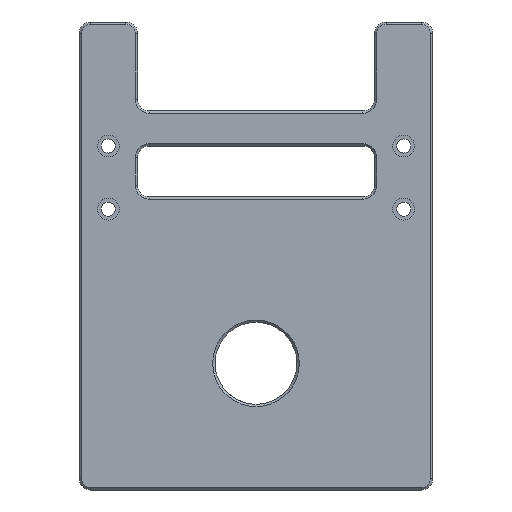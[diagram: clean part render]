
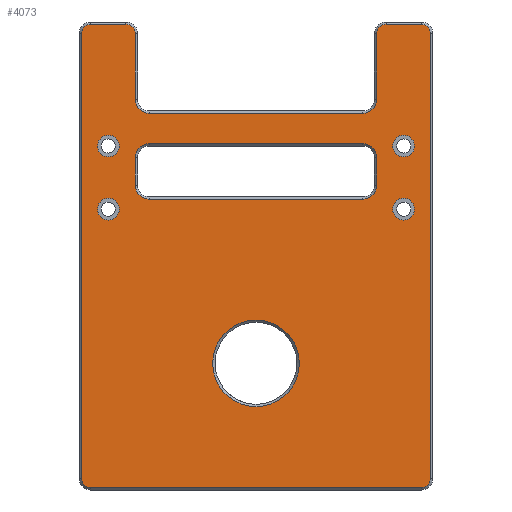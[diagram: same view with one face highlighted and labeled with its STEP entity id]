
A CAD part, front view. The second image highlights one B-rep face of the part: STEP entity #4073.
In plain terms, the highlighted planar face has unit normal (0, -1, 0).
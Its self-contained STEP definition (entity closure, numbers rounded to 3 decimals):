
#110=FACE_BOUND('',#534,.T.);
#111=FACE_BOUND('',#535,.T.);
#112=FACE_BOUND('',#536,.T.);
#113=FACE_BOUND('',#537,.T.);
#114=FACE_BOUND('',#538,.T.);
#115=FACE_BOUND('',#539,.T.);
#147=PLANE('',#4337);
#285=FACE_OUTER_BOUND('',#533,.T.);
#533=EDGE_LOOP('',(#2808,#2809,#2810,#2811,#2812,#2813,#2814,#2815,#2816,
#2817,#2818,#2819,#2820,#2821,#2822,#2823));
#534=EDGE_LOOP('',(#2824,#2825,#2826,#2827,#2828,#2829,#2830,#2831));
#535=EDGE_LOOP('',(#2832));
#536=EDGE_LOOP('',(#2833));
#537=EDGE_LOOP('',(#2834));
#538=EDGE_LOOP('',(#2835));
#539=EDGE_LOOP('',(#2836));
#818=LINE('',#5962,#1246);
#819=LINE('',#5966,#1247);
#820=LINE('',#5970,#1248);
#821=LINE('',#5974,#1249);
#822=LINE('',#5978,#1250);
#823=LINE('',#5982,#1251);
#824=LINE('',#5986,#1252);
#825=LINE('',#5990,#1253);
#826=LINE('',#5994,#1254);
#827=LINE('',#5998,#1255);
#828=LINE('',#6002,#1256);
#829=LINE('',#6006,#1257);
#1246=VECTOR('',#4741,10.);
#1247=VECTOR('',#4744,10.);
#1248=VECTOR('',#4747,10.);
#1249=VECTOR('',#4750,10.);
#1250=VECTOR('',#4753,10.);
#1251=VECTOR('',#4756,10.);
#1252=VECTOR('',#4759,10.);
#1253=VECTOR('',#4762,10.);
#1254=VECTOR('',#4765,10.);
#1255=VECTOR('',#4768,10.);
#1256=VECTOR('',#4771,10.);
#1257=VECTOR('',#4774,10.);
#1673=CIRCLE('',#4335,18.5);
#1675=CIRCLE('',#4338,4.);
#1676=CIRCLE('',#4339,4.);
#1677=CIRCLE('',#4340,4.);
#1678=CIRCLE('',#4341,4.);
#1679=CIRCLE('',#4342,4.);
#1680=CIRCLE('',#4343,6.);
#1681=CIRCLE('',#4344,6.);
#1682=CIRCLE('',#4345,4.);
#1683=CIRCLE('',#4346,6.);
#1684=CIRCLE('',#4347,6.);
#1685=CIRCLE('',#4348,6.);
#1686=CIRCLE('',#4349,6.);
#1687=CIRCLE('',#4350,4.65);
#1688=CIRCLE('',#4351,4.65);
#1689=CIRCLE('',#4352,4.65);
#1690=CIRCLE('',#4353,4.65);
#1823=VERTEX_POINT('',#5954);
#1825=VERTEX_POINT('',#5960);
#1826=VERTEX_POINT('',#5961);
#1827=VERTEX_POINT('',#5963);
#1828=VERTEX_POINT('',#5965);
#1829=VERTEX_POINT('',#5967);
#1830=VERTEX_POINT('',#5969);
#1831=VERTEX_POINT('',#5971);
#1832=VERTEX_POINT('',#5973);
#1833=VERTEX_POINT('',#5975);
#1834=VERTEX_POINT('',#5977);
#1835=VERTEX_POINT('',#5979);
#1836=VERTEX_POINT('',#5981);
#1837=VERTEX_POINT('',#5983);
#1838=VERTEX_POINT('',#5985);
#1839=VERTEX_POINT('',#5987);
#1840=VERTEX_POINT('',#5989);
#1841=VERTEX_POINT('',#5992);
#1842=VERTEX_POINT('',#5993);
#1843=VERTEX_POINT('',#5995);
#1844=VERTEX_POINT('',#5997);
#1845=VERTEX_POINT('',#5999);
#1846=VERTEX_POINT('',#6001);
#1847=VERTEX_POINT('',#6003);
#1848=VERTEX_POINT('',#6005);
#1849=VERTEX_POINT('',#6008);
#1850=VERTEX_POINT('',#6010);
#1851=VERTEX_POINT('',#6012);
#1852=VERTEX_POINT('',#6014);
#2194=EDGE_CURVE('',#1823,#1823,#1673,.T.);
#2197=EDGE_CURVE('',#1825,#1826,#818,.T.);
#2198=EDGE_CURVE('',#1827,#1825,#1675,.T.);
#2199=EDGE_CURVE('',#1828,#1827,#819,.T.);
#2200=EDGE_CURVE('',#1829,#1828,#1676,.T.);
#2201=EDGE_CURVE('',#1830,#1829,#820,.T.);
#2202=EDGE_CURVE('',#1831,#1830,#1677,.T.);
#2203=EDGE_CURVE('',#1832,#1831,#821,.T.);
#2204=EDGE_CURVE('',#1833,#1832,#1678,.T.);
#2205=EDGE_CURVE('',#1834,#1833,#822,.T.);
#2206=EDGE_CURVE('',#1835,#1834,#1679,.T.);
#2207=EDGE_CURVE('',#1836,#1835,#823,.T.);
#2208=EDGE_CURVE('',#1837,#1836,#1680,.T.);
#2209=EDGE_CURVE('',#1838,#1837,#824,.T.);
#2210=EDGE_CURVE('',#1839,#1838,#1681,.T.);
#2211=EDGE_CURVE('',#1840,#1839,#825,.T.);
#2212=EDGE_CURVE('',#1826,#1840,#1682,.T.);
#2213=EDGE_CURVE('',#1841,#1842,#826,.T.);
#2214=EDGE_CURVE('',#1843,#1841,#1683,.T.);
#2215=EDGE_CURVE('',#1844,#1843,#827,.T.);
#2216=EDGE_CURVE('',#1845,#1844,#1684,.T.);
#2217=EDGE_CURVE('',#1846,#1845,#828,.T.);
#2218=EDGE_CURVE('',#1847,#1846,#1685,.T.);
#2219=EDGE_CURVE('',#1848,#1847,#829,.T.);
#2220=EDGE_CURVE('',#1842,#1848,#1686,.T.);
#2221=EDGE_CURVE('',#1849,#1849,#1687,.T.);
#2222=EDGE_CURVE('',#1850,#1850,#1688,.T.);
#2223=EDGE_CURVE('',#1851,#1851,#1689,.T.);
#2224=EDGE_CURVE('',#1852,#1852,#1690,.T.);
#2808=ORIENTED_EDGE('',*,*,#2197,.F.);
#2809=ORIENTED_EDGE('',*,*,#2198,.F.);
#2810=ORIENTED_EDGE('',*,*,#2199,.F.);
#2811=ORIENTED_EDGE('',*,*,#2200,.F.);
#2812=ORIENTED_EDGE('',*,*,#2201,.F.);
#2813=ORIENTED_EDGE('',*,*,#2202,.F.);
#2814=ORIENTED_EDGE('',*,*,#2203,.F.);
#2815=ORIENTED_EDGE('',*,*,#2204,.F.);
#2816=ORIENTED_EDGE('',*,*,#2205,.F.);
#2817=ORIENTED_EDGE('',*,*,#2206,.F.);
#2818=ORIENTED_EDGE('',*,*,#2207,.F.);
#2819=ORIENTED_EDGE('',*,*,#2208,.F.);
#2820=ORIENTED_EDGE('',*,*,#2209,.F.);
#2821=ORIENTED_EDGE('',*,*,#2210,.F.);
#2822=ORIENTED_EDGE('',*,*,#2211,.F.);
#2823=ORIENTED_EDGE('',*,*,#2212,.F.);
#2824=ORIENTED_EDGE('',*,*,#2213,.F.);
#2825=ORIENTED_EDGE('',*,*,#2214,.F.);
#2826=ORIENTED_EDGE('',*,*,#2215,.F.);
#2827=ORIENTED_EDGE('',*,*,#2216,.F.);
#2828=ORIENTED_EDGE('',*,*,#2217,.F.);
#2829=ORIENTED_EDGE('',*,*,#2218,.F.);
#2830=ORIENTED_EDGE('',*,*,#2219,.F.);
#2831=ORIENTED_EDGE('',*,*,#2220,.F.);
#2832=ORIENTED_EDGE('',*,*,#2221,.T.);
#2833=ORIENTED_EDGE('',*,*,#2222,.T.);
#2834=ORIENTED_EDGE('',*,*,#2223,.T.);
#2835=ORIENTED_EDGE('',*,*,#2224,.T.);
#2836=ORIENTED_EDGE('',*,*,#2194,.F.);
#4073=ADVANCED_FACE('',(#285,#110,#111,#112,#113,#114,#115),#147,.T.);
#4335=AXIS2_PLACEMENT_3D('',#5955,#4734,#4735);
#4337=AXIS2_PLACEMENT_3D('',#5959,#4739,#4740);
#4338=AXIS2_PLACEMENT_3D('',#5964,#4742,#4743);
#4339=AXIS2_PLACEMENT_3D('',#5968,#4745,#4746);
#4340=AXIS2_PLACEMENT_3D('',#5972,#4748,#4749);
#4341=AXIS2_PLACEMENT_3D('',#5976,#4751,#4752);
#4342=AXIS2_PLACEMENT_3D('',#5980,#4754,#4755);
#4343=AXIS2_PLACEMENT_3D('',#5984,#4757,#4758);
#4344=AXIS2_PLACEMENT_3D('',#5988,#4760,#4761);
#4345=AXIS2_PLACEMENT_3D('',#5991,#4763,#4764);
#4346=AXIS2_PLACEMENT_3D('',#5996,#4766,#4767);
#4347=AXIS2_PLACEMENT_3D('',#6000,#4769,#4770);
#4348=AXIS2_PLACEMENT_3D('',#6004,#4772,#4773);
#4349=AXIS2_PLACEMENT_3D('',#6007,#4775,#4776);
#4350=AXIS2_PLACEMENT_3D('',#6009,#4777,#4778);
#4351=AXIS2_PLACEMENT_3D('',#6011,#4779,#4780);
#4352=AXIS2_PLACEMENT_3D('',#6013,#4781,#4782);
#4353=AXIS2_PLACEMENT_3D('',#6015,#4783,#4784);
#4734=DIRECTION('center_axis',(0.,-1.,0.));
#4735=DIRECTION('ref_axis',(-1.,0.,0.));
#4739=DIRECTION('center_axis',(0.,-1.,0.));
#4740=DIRECTION('ref_axis',(0.,0.,1.));
#4741=DIRECTION('',(1.,0.,0.));
#4742=DIRECTION('center_axis',(0.,1.,0.));
#4743=DIRECTION('ref_axis',(-0.707,0.,0.707));
#4744=DIRECTION('',(0.,0.,1.));
#4745=DIRECTION('center_axis',(0.,1.,0.));
#4746=DIRECTION('ref_axis',(-0.707,0.,-0.707));
#4747=DIRECTION('',(-1.,0.,0.));
#4748=DIRECTION('center_axis',(0.,1.,0.));
#4749=DIRECTION('ref_axis',(0.707,0.,-0.707));
#4750=DIRECTION('',(0.,0.,-1.));
#4751=DIRECTION('center_axis',(0.,1.,0.));
#4752=DIRECTION('ref_axis',(0.707,0.,0.707));
#4753=DIRECTION('',(1.,0.,0.));
#4754=DIRECTION('center_axis',(0.,1.,0.));
#4755=DIRECTION('ref_axis',(-0.707,0.,0.707));
#4756=DIRECTION('',(0.,0.,1.));
#4757=DIRECTION('center_axis',(0.,-1.,0.));
#4758=DIRECTION('ref_axis',(0.707,0.,-0.707));
#4759=DIRECTION('',(1.,0.,0.));
#4760=DIRECTION('center_axis',(0.,-1.,0.));
#4761=DIRECTION('ref_axis',(-0.707,0.,-0.707));
#4762=DIRECTION('',(0.,0.,-1.));
#4763=DIRECTION('center_axis',(0.,1.,0.));
#4764=DIRECTION('ref_axis',(0.707,0.,0.707));
#4765=DIRECTION('',(0.,0.,-1.));
#4766=DIRECTION('center_axis',(0.,-1.,0.));
#4767=DIRECTION('ref_axis',(-0.707,0.,0.707));
#4768=DIRECTION('',(-1.,0.,0.));
#4769=DIRECTION('center_axis',(0.,-1.,0.));
#4770=DIRECTION('ref_axis',(0.707,0.,0.707));
#4771=DIRECTION('',(0.,0.,1.));
#4772=DIRECTION('center_axis',(0.,-1.,0.));
#4773=DIRECTION('ref_axis',(0.707,0.,-0.707));
#4774=DIRECTION('',(1.,0.,0.));
#4775=DIRECTION('center_axis',(0.,-1.,0.));
#4776=DIRECTION('ref_axis',(-0.707,0.,-0.707));
#4777=DIRECTION('center_axis',(0.,1.,0.));
#4778=DIRECTION('ref_axis',(1.,0.,0.));
#4779=DIRECTION('center_axis',(0.,1.,0.));
#4780=DIRECTION('ref_axis',(1.,0.,0.));
#4781=DIRECTION('center_axis',(0.,1.,0.));
#4782=DIRECTION('ref_axis',(1.,0.,0.));
#4783=DIRECTION('center_axis',(0.,1.,0.));
#4784=DIRECTION('ref_axis',(1.,0.,0.));
#5954=CARTESIAN_POINT('',(-57.1,-10.,-145.873));
#5955=CARTESIAN_POINT('Origin',(-75.6,-10.,-145.873));
#5959=CARTESIAN_POINT('Origin',(0.,-10.,-200.));
#5960=CARTESIAN_POINT('',(-146.2,-10.,-1.));
#5961=CARTESIAN_POINT('',(-131.2,-10.,-1.));
#5962=CARTESIAN_POINT('',(0.,-10.,-1.));
#5963=CARTESIAN_POINT('',(-150.2,-10.,-5.));
#5964=CARTESIAN_POINT('Origin',(-146.2,-10.,-5.));
#5965=CARTESIAN_POINT('',(-150.2,-10.,-195.));
#5966=CARTESIAN_POINT('',(-150.2,-10.,-150.));
#5967=CARTESIAN_POINT('',(-146.2,-10.,-199.));
#5968=CARTESIAN_POINT('Origin',(-146.2,-10.,-195.));
#5969=CARTESIAN_POINT('',(-5.,-10.,-199.));
#5970=CARTESIAN_POINT('',(0.,-10.,-199.));
#5971=CARTESIAN_POINT('',(-1.,-10.,-195.));
#5972=CARTESIAN_POINT('Origin',(-5.,-10.,-195.));
#5973=CARTESIAN_POINT('',(-1.,-10.,-5.));
#5974=CARTESIAN_POINT('',(-1.,-10.,-150.));
#5975=CARTESIAN_POINT('',(-5.,-10.,-1.));
#5976=CARTESIAN_POINT('Origin',(-5.,-10.,-5.));
#5977=CARTESIAN_POINT('',(-20.,-10.,-1.));
#5978=CARTESIAN_POINT('',(0.,-10.,-1.));
#5979=CARTESIAN_POINT('',(-24.,-10.,-5.));
#5980=CARTESIAN_POINT('Origin',(-20.,-10.,-5.));
#5981=CARTESIAN_POINT('',(-24.,-10.,-33.));
#5982=CARTESIAN_POINT('',(-24.,-10.,-119.));
#5983=CARTESIAN_POINT('',(-30.,-10.,-39.));
#5984=CARTESIAN_POINT('Origin',(-30.,-10.,-33.));
#5985=CARTESIAN_POINT('',(-121.2,-10.,-39.));
#5986=CARTESIAN_POINT('',(-63.1,-10.,-39.));
#5987=CARTESIAN_POINT('',(-127.2,-10.,-33.));
#5988=CARTESIAN_POINT('Origin',(-121.2,-10.,-33.));
#5989=CARTESIAN_POINT('',(-127.2,-10.,-5.));
#5990=CARTESIAN_POINT('',(-127.2,-10.,-100.));
#5991=CARTESIAN_POINT('Origin',(-131.2,-10.,-5.));
#5992=CARTESIAN_POINT('',(-127.2,-10.,-58.));
#5993=CARTESIAN_POINT('',(-127.2,-10.,-69.731));
#5994=CARTESIAN_POINT('',(-127.2,-10.,-126.5));
#5995=CARTESIAN_POINT('',(-121.2,-10.,-52.));
#5996=CARTESIAN_POINT('Origin',(-121.2,-10.,-58.));
#5997=CARTESIAN_POINT('',(-30.,-10.,-52.));
#5998=CARTESIAN_POINT('',(-12.5,-10.,-52.));
#5999=CARTESIAN_POINT('',(-24.,-10.,-58.));
#6000=CARTESIAN_POINT('Origin',(-30.,-10.,-58.));
#6001=CARTESIAN_POINT('',(-24.,-10.,-69.731));
#6002=CARTESIAN_POINT('',(-24.,-10.,-137.366));
#6003=CARTESIAN_POINT('',(-30.,-10.,-75.731));
#6004=CARTESIAN_POINT('Origin',(-30.,-10.,-69.731));
#6005=CARTESIAN_POINT('',(-121.2,-10.,-75.731));
#6006=CARTESIAN_POINT('',(-63.1,-10.,-75.731));
#6007=CARTESIAN_POINT('Origin',(-121.2,-10.,-69.731));
#6008=CARTESIAN_POINT('',(-143.35,-10.,-53.));
#6009=CARTESIAN_POINT('Origin',(-138.7,-10.,-53.));
#6010=CARTESIAN_POINT('',(-143.35,-10.,-80.));
#6011=CARTESIAN_POINT('Origin',(-138.7,-10.,-80.));
#6012=CARTESIAN_POINT('',(-17.15,-10.,-80.));
#6013=CARTESIAN_POINT('Origin',(-12.5,-10.,-80.));
#6014=CARTESIAN_POINT('',(-17.15,-10.,-53.));
#6015=CARTESIAN_POINT('Origin',(-12.5,-10.,-53.));
